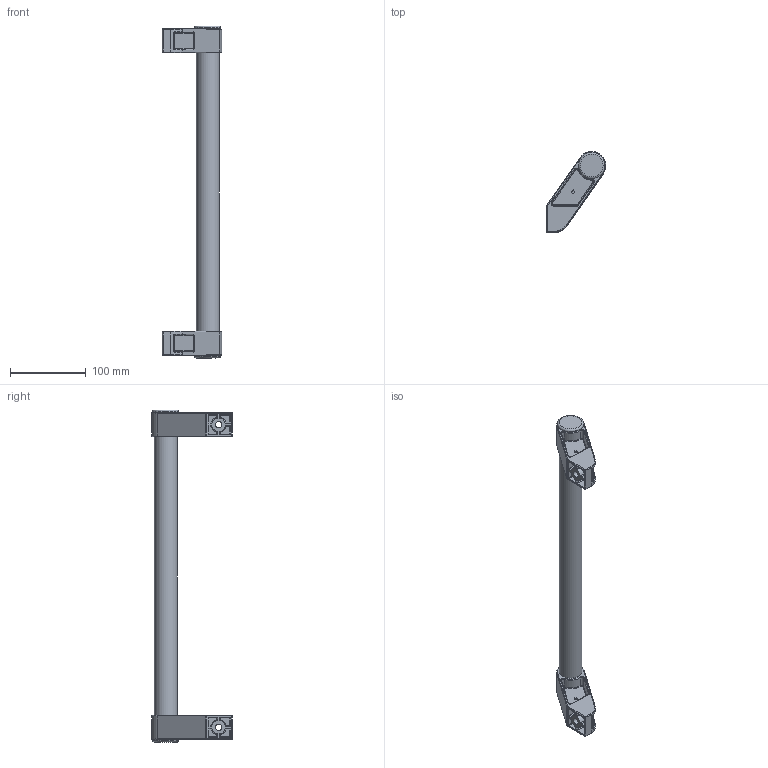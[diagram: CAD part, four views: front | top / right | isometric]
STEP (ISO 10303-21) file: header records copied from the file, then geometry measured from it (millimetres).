
FILE_DESCRIPTION(('STEP AP214'),'1');
FILE_NAME('387.400.step','2014-11-25T14:58:37',(' '),(' '),'Spatial InterOp 3D',' ',' ');
FILE_SCHEMA(('automotive_design'));
Length unit declared in the file: millimetre
Products named in the file (5): _94; _36; _145
Bounding box: 78.43 x 106.43 x 439 mm (x, y, z)
Volume: 180681.2 mm3; surface area: 135235.4 mm2
Topology: 5 solids, 5 shells, 462 faces, 1062 edges, 592 vertices
Faces by surface type: cylinder 212, plane 108, torus 66, sphere 50, extrusion 16, bspline 8, cone 2
Full cylindrical faces by diameter (mm): 8.5 x2, 26 x1, 27.5 x2, 30.2 x1, 30.3 x4, 35 x2
Entity records: 19976 total; most frequent: CARTESIAN_POINT 5977, DIRECTION 2324, ORIENTED_EDGE 1988, EDGE_CURVE 994, AXIS2_PLACEMENT_3D 949, VERTEX_POINT 588, EDGE_LOOP 514, FACE_OUTER_BOUND 480
